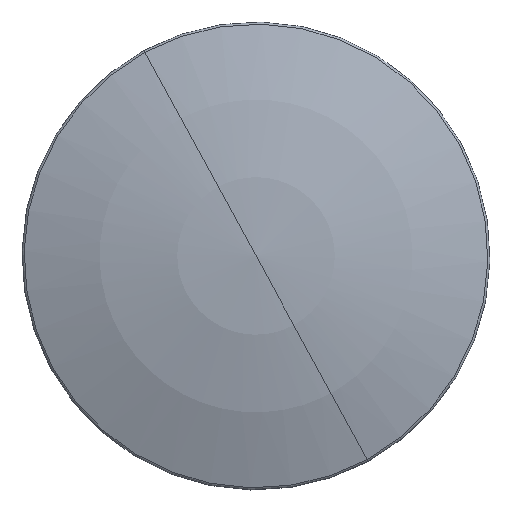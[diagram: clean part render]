
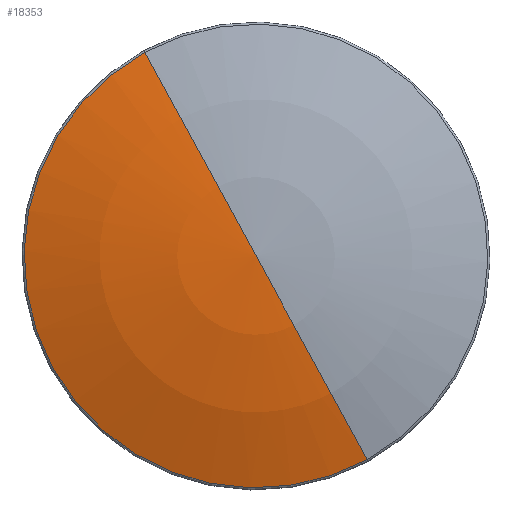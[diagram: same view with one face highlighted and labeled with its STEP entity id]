
A CAD part, top view. The second image highlights one B-rep face of the part: STEP entity #18353.
In plain terms, the highlighted spherical face has radius 100 mm.
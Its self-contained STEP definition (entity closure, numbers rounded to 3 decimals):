
#18302=AXIS2_PLACEMENT_3D('Circle Axis2P3D',#18300,#18301,$) ;
#18334=AXIS2_PLACEMENT_3D('Sphere Axis2P3D',#18331,#18332,#18333) ;
#18338=AXIS2_PLACEMENT_3D('Circle Axis2P3D',#18336,#18337,$) ;
#18345=AXIS2_PLACEMENT_3D('Circle Axis2P3D',#18343,#18344,$) ;
#18297=CARTESIAN_POINT('Vertex',(16.623,-30.429,21.096)) ;
#18300=CARTESIAN_POINT('Axis2P3D Location',(0.,0.,21.096)) ;
#18304=CARTESIAN_POINT('Vertex',(-16.623,30.429,21.096)) ;
#18331=CARTESIAN_POINT('Axis2P3D Location',(0.,0.,-72.7)) ;
#18336=CARTESIAN_POINT('Axis2P3D Location',(0.,0.,-72.7)) ;
#18340=CARTESIAN_POINT('Vertex',(0.,0.,27.3)) ;
#18343=CARTESIAN_POINT('Axis2P3D Location',(0.,0.,-72.7)) ;
#18301=DIRECTION('Axis2P3D Direction',(0.,0.,1.)) ;
#18332=DIRECTION('Axis2P3D Direction',(0.,0.,1.)) ;
#18333=DIRECTION('Axis2P3D XDirection',(0.479,-0.878,0.)) ;
#18337=DIRECTION('Axis2P3D Direction',(-0.878,-0.479,0.)) ;
#18344=DIRECTION('Axis2P3D Direction',(0.878,0.479,0.)) ;
#18349=ORIENTED_EDGE('',*,*,#18342,.T.) ;
#18350=ORIENTED_EDGE('',*,*,#18347,.F.) ;
#18351=ORIENTED_EDGE('',*,*,#18306,.T.) ;
#18353=ADVANCED_FACE('',(#18352),#18335,.T.) ;
#18303=CIRCLE('generated circle',#18302,34.673) ;
#18339=CIRCLE('generated circle',#18338,100.) ;
#18346=CIRCLE('generated circle',#18345,100.) ;
#18306=EDGE_CURVE('',#18305,#18298,#18303,.T.) ;
#18342=EDGE_CURVE('',#18298,#18341,#18339,.T.) ;
#18347=EDGE_CURVE('',#18305,#18341,#18346,.T.) ;
#18348=EDGE_LOOP('',(#18349,#18350,#18351)) ;
#18352=FACE_OUTER_BOUND('',#18348,.T.) ;
#18335=SPHERICAL_SURFACE('',#18334,100.) ;
#18298=VERTEX_POINT('',#18297) ;
#18305=VERTEX_POINT('',#18304) ;
#18341=VERTEX_POINT('',#18340) ;
